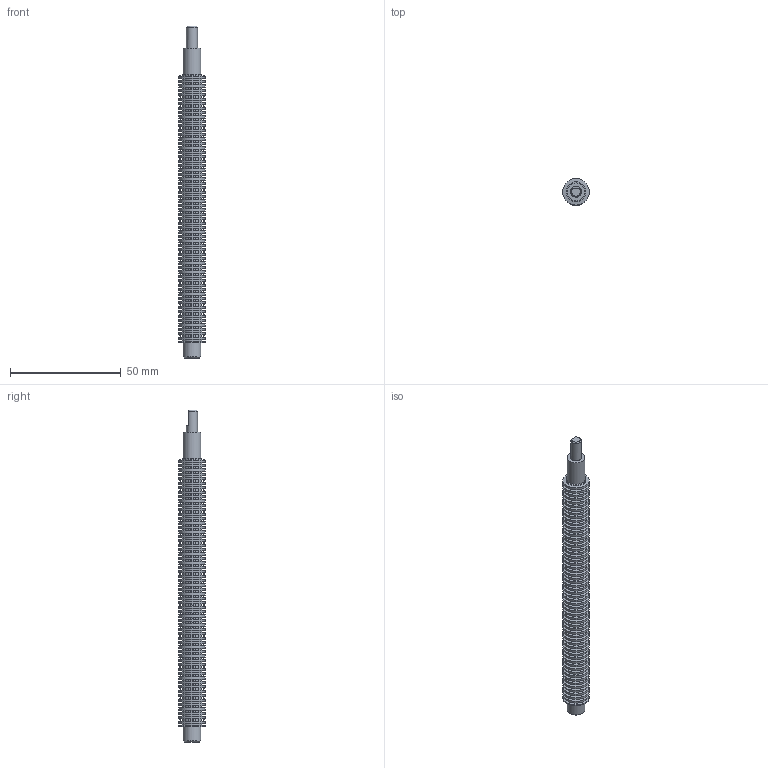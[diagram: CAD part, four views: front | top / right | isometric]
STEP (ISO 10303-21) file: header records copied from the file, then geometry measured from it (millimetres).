
FILE_DESCRIPTION(('FreeCAD Model'),'2;1');
FILE_NAME('drive_rod_12mm_HD-RD0048_revA.step','2018-01-11T10:46:24',( 'Author'),(''),'Open CASCADE STEP processor 6.9','FreeCAD','Unknown' );
FILE_SCHEMA(('AUTOMOTIVE_DESIGN { 1 0 10303 214 1 1 1 1 }'));
Length unit declared in the file: millimetre
Products named in the file (1): LinearPattern
Bounding box: 12 x 12 x 150 mm (x, y, z)
Volume: 12374.4 mm3; surface area: 10148.5 mm2
Topology: 1 solids, 1 shells, 256 faces, 509 edges, 258 vertices
Faces by surface type: cylinder 125, cone 124, plane 7
Full cylindrical faces by diameter (mm): 5 x1, 7.99 x2, 9 x61, 12 x61
Entity records: 13050 total; most frequent: DIRECTION 2282, CARTESIAN_POINT 2094, LINE 1248, VECTOR 1248, ORIENTED_EDGE 1018, PCURVE 1018, DEFINITIONAL_REPRESENTATION 1018, AXIS2_PLACEMENT_3D 514
